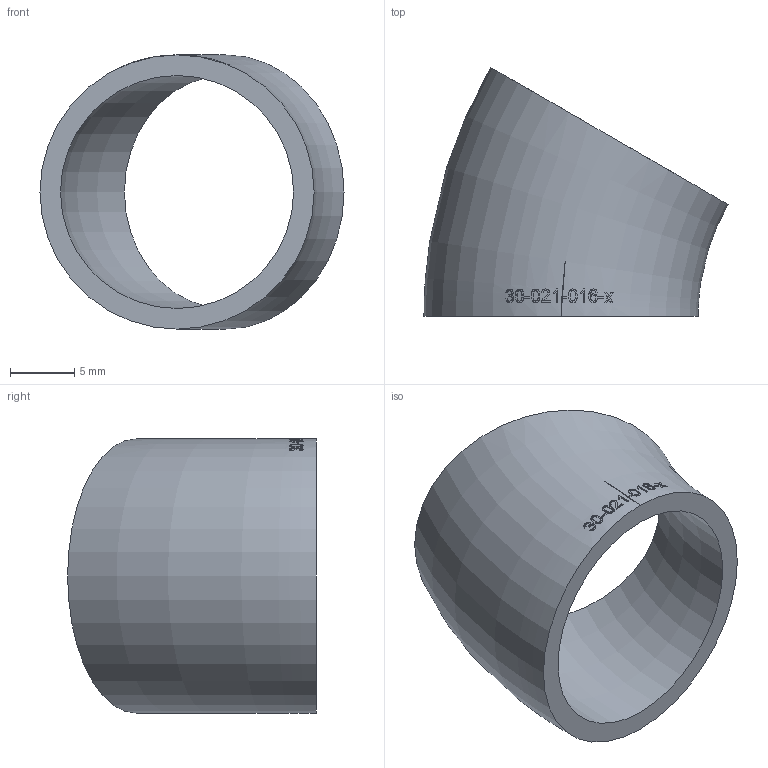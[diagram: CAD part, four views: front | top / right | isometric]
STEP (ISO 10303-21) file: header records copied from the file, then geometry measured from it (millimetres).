
FILE_DESCRIPTION (( 'STEP AP214' ), '1' );
FILE_NAME ('30-021-016-x Bogen 2004.STEP', '2020-04-20T07:23:28', ( '' ), ( '' ), 'SwSTEP 2.0', 'SolidWorks 2019', '' );
FILE_SCHEMA (( 'AUTOMOTIVE_DESIGN' ));
Length unit declared in the file: millimetre
Products named in the file (1): 30-021-016-x Bogen 2004
Bounding box: 23.62 x 19.32 x 21.3 mm (x, y, z)
Volume: 1451.7 mm3; surface area: 2014.3 mm2
Topology: 1 solids, 1 shells, 137 faces, 358 edges, 239 vertices
Faces by surface type: bspline 117, torus 18, plane 2
Entity records: 12387 total; most frequent: CARTESIAN_POINT 8609, ORIENTED_EDGE 710, EDGE_CURVE 355, B_SPLINE_CURVE_WITH_KNOTS 351, VERTEX_POINT 238, EDGE_LOOP 157, FACE_OUTER_BOUND 139, ADVANCED_FACE 137
